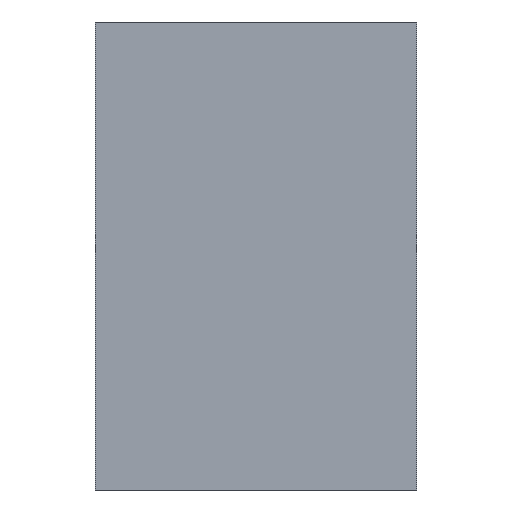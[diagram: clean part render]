
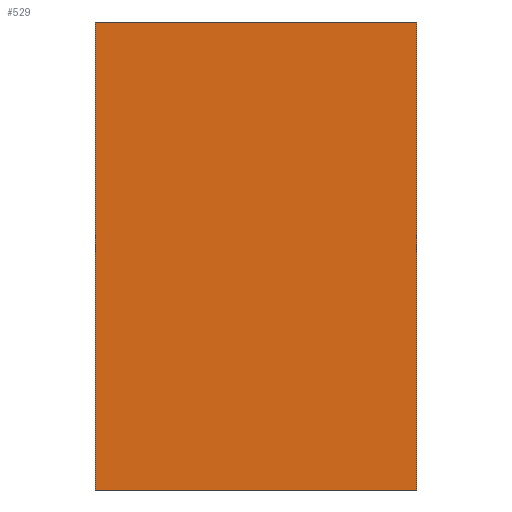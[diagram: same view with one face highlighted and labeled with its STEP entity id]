
A CAD part, left-side view. The second image highlights one B-rep face of the part: STEP entity #529.
In plain terms, the highlighted planar face has unit normal (-1, 0, 0).
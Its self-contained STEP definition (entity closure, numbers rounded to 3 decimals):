
#31 = DIRECTION ( 'NONE',  ( 0., 0., -1. ) ) ;
#52 = EDGE_CURVE ( 'NONE', #249, #499, #260, .T. ) ;
#58 = CARTESIAN_POINT ( 'NONE',  ( -0.8, 0.55, -0.4 ) ) ;
#79 = CARTESIAN_POINT ( 'NONE',  ( -0.8, 0., 0.4 ) ) ;
#81 = CARTESIAN_POINT ( 'NONE',  ( -0.8, 0., -0.4 ) ) ;
#108 = CARTESIAN_POINT ( 'NONE',  ( -0.8, 0., -0.4 ) ) ;
#147 = DIRECTION ( 'NONE',  ( 0., 0., -1. ) ) ;
#153 = CARTESIAN_POINT ( 'NONE',  ( -0.8, 0., 0.4 ) ) ;
#168 = ORIENTED_EDGE ( 'NONE', *, *, #572, .F. ) ;
#181 = LINE ( 'NONE', #153, #776 ) ;
#219 = ORIENTED_EDGE ( 'NONE', *, *, #52, .T. ) ;
#249 = VERTEX_POINT ( 'NONE', #58 ) ;
#260 = LINE ( 'NONE', #108, #466 ) ;
#319 = CARTESIAN_POINT ( 'NONE',  ( -0.8, 0., 0.4 ) ) ;
#402 = DIRECTION ( 'NONE',  ( 0., -1., 0. ) ) ;
#435 = PLANE ( 'NONE',  #781 ) ;
#460 = ORIENTED_EDGE ( 'NONE', *, *, #668, .T. ) ;
#466 = VECTOR ( 'NONE', #639, 1000. ) ;
#467 = CARTESIAN_POINT ( 'NONE',  ( -0.8, 0.55, 0.4 ) ) ;
#499 = VERTEX_POINT ( 'NONE', #81 ) ;
#527 = VECTOR ( 'NONE', #402, 1000. ) ;
#529 = ADVANCED_FACE ( 'NONE', ( #831 ), #435, .F. ) ;
#530 = EDGE_LOOP ( 'NONE', ( #219, #613, #168, #460 ) ) ;
#549 = CARTESIAN_POINT ( 'NONE',  ( -0.8, 0., 0.4 ) ) ;
#563 = DIRECTION ( 'NONE',  ( 0., 0., -1. ) ) ;
#572 = EDGE_CURVE ( 'NONE', #577, #705, #876, .T. ) ;
#577 = VERTEX_POINT ( 'NONE', #919 ) ;
#613 = ORIENTED_EDGE ( 'NONE', *, *, #922, .F. ) ;
#639 = DIRECTION ( 'NONE',  ( 0., -1., 0. ) ) ;
#655 = VECTOR ( 'NONE', #31, 1000. ) ;
#668 = EDGE_CURVE ( 'NONE', #577, #249, #756, .T. ) ;
#683 = DIRECTION ( 'NONE',  ( 1., 0., 0. ) ) ;
#705 = VERTEX_POINT ( 'NONE', #79 ) ;
#756 = LINE ( 'NONE', #467, #655 ) ;
#776 = VECTOR ( 'NONE', #563, 1000. ) ;
#781 = AXIS2_PLACEMENT_3D ( 'NONE', #319, #683, #147 ) ;
#831 = FACE_OUTER_BOUND ( 'NONE', #530, .T. ) ;
#876 = LINE ( 'NONE', #549, #527 ) ;
#919 = CARTESIAN_POINT ( 'NONE',  ( -0.8, 0.55, 0.4 ) ) ;
#922 = EDGE_CURVE ( 'NONE', #705, #499, #181, .T. ) ;
